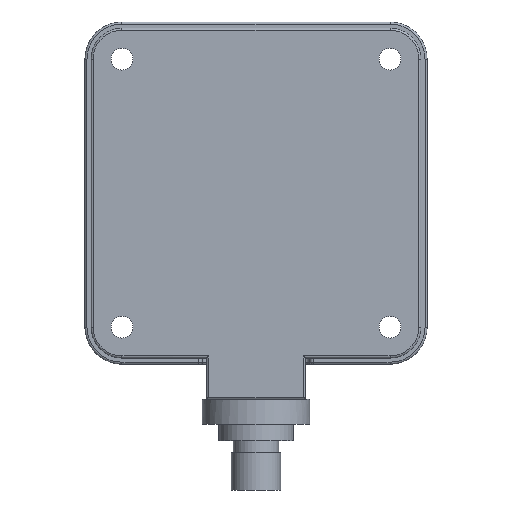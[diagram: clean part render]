
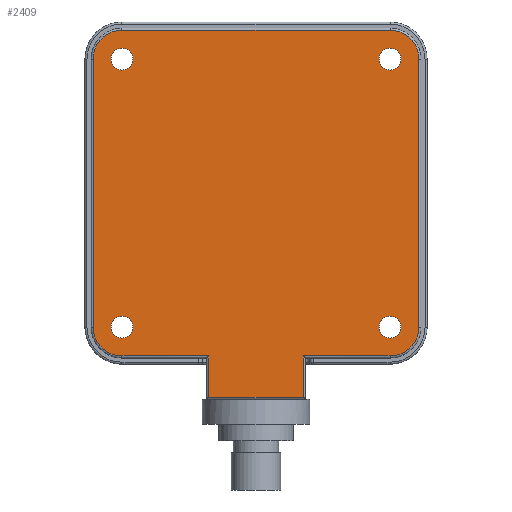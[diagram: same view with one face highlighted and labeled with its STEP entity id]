
A CAD part, front view. The second image highlights one B-rep face of the part: STEP entity #2409.
In plain terms, the highlighted planar face has unit normal (0, -1, 0).
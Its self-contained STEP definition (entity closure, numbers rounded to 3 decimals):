
#348=CARTESIAN_POINT('',(32.5,-26.,32.5));
#349=DIRECTION('',(0.,1.,0.));
#350=DIRECTION('',(1.,0.,0.));
#351=AXIS2_PLACEMENT_3D('',#348,#349,#350);
#356=CARTESIAN_POINT('',(32.5,-26.,32.5));
#357=DIRECTION('',(0.,1.,0.));
#358=DIRECTION('',(-1.,0.,0.));
#359=AXIS2_PLACEMENT_3D('',#356,#357,#358);
#364=CARTESIAN_POINT('',(32.5,-26.,-32.5));
#365=DIRECTION('',(0.,1.,0.));
#366=DIRECTION('',(0.,0.,-1.));
#367=AXIS2_PLACEMENT_3D('',#364,#365,#366);
#372=CARTESIAN_POINT('',(32.5,-26.,-32.5));
#373=DIRECTION('',(0.,1.,0.));
#374=DIRECTION('',(0.,0.,1.));
#375=AXIS2_PLACEMENT_3D('',#372,#373,#374);
#380=CARTESIAN_POINT('',(-32.5,-26.,-32.5));
#381=DIRECTION('',(0.,1.,0.));
#382=DIRECTION('',(-1.,0.,0.));
#383=AXIS2_PLACEMENT_3D('',#380,#381,#382);
#388=CARTESIAN_POINT('',(-32.5,-26.,-32.5));
#389=DIRECTION('',(0.,1.,0.));
#390=DIRECTION('',(1.,0.,0.));
#391=AXIS2_PLACEMENT_3D('',#388,#389,#390);
#396=CARTESIAN_POINT('',(-32.5,-26.,32.5));
#397=DIRECTION('',(0.,1.,0.));
#398=DIRECTION('',(0.,0.,1.));
#399=AXIS2_PLACEMENT_3D('',#396,#397,#398);
#404=CARTESIAN_POINT('',(-32.5,-26.,32.5));
#405=DIRECTION('',(0.,1.,0.));
#406=DIRECTION('',(0.,0.,-1.));
#407=AXIS2_PLACEMENT_3D('',#404,#405,#406);
#412=CARTESIAN_POINT('',(32.5,-26.,32.5));
#413=DIRECTION('',(0.,-1.,0.));
#414=DIRECTION('',(1.,0.,0.));
#415=AXIS2_PLACEMENT_3D('',#412,#413,#414);
#420=DIRECTION('',(0.,0.,1.));
#421=VECTOR('',#420,65.);
#422=CARTESIAN_POINT('',(39.5,-26.,-32.5));
#423=LINE('',#422,#421);
#427=CARTESIAN_POINT('',(32.5,-26.,-32.5));
#428=DIRECTION('',(0.,-1.,0.));
#429=DIRECTION('',(0.,0.,-1.));
#430=AXIS2_PLACEMENT_3D('',#427,#428,#429);
#435=DIRECTION('',(1.,0.,0.));
#436=VECTOR('',#435,21.);
#437=CARTESIAN_POINT('',(11.5,-26.,-39.5));
#438=LINE('',#437,#436);
#442=DIRECTION('',(0.,0.,1.));
#443=VECTOR('',#442,10.);
#444=CARTESIAN_POINT('',(11.5,-26.,-49.5));
#445=LINE('',#444,#443);
#449=DIRECTION('',(-1.,0.,0.));
#450=VECTOR('',#449,23.);
#451=CARTESIAN_POINT('',(11.5,-26.,-49.5));
#452=LINE('',#451,#450);
#456=DIRECTION('',(0.,0.,1.));
#457=VECTOR('',#456,10.);
#458=CARTESIAN_POINT('',(-11.5,-26.,-49.5));
#459=LINE('',#458,#457);
#463=DIRECTION('',(1.,0.,0.));
#464=VECTOR('',#463,21.);
#465=CARTESIAN_POINT('',(-32.5,-26.,-39.5));
#466=LINE('',#465,#464);
#470=CARTESIAN_POINT('',(-32.5,-26.,-32.5));
#471=DIRECTION('',(0.,-1.,0.));
#472=DIRECTION('',(-1.,0.,0.));
#473=AXIS2_PLACEMENT_3D('',#470,#471,#472);
#478=DIRECTION('',(0.,0.,-1.));
#479=VECTOR('',#478,65.);
#480=CARTESIAN_POINT('',(-39.5,-26.,32.5));
#481=LINE('',#480,#479);
#485=CARTESIAN_POINT('',(-32.5,-26.,32.5));
#486=DIRECTION('',(0.,-1.,0.));
#487=DIRECTION('',(0.,0.,1.));
#488=AXIS2_PLACEMENT_3D('',#485,#486,#487);
#493=DIRECTION('',(-1.,0.,0.));
#494=VECTOR('',#493,65.);
#495=CARTESIAN_POINT('',(32.5,-26.,39.5));
#496=LINE('',#495,#494);
#1368=CARTESIAN_POINT('',(-11.5,-26.,-39.5));
#1839=CARTESIAN_POINT('',(35.15,-26.,32.5));
#1840=CARTESIAN_POINT('',(29.85,-26.,32.5));
#1841=VERTEX_POINT('',#1839);
#1842=VERTEX_POINT('',#1840);
#1855=CARTESIAN_POINT('',(32.5,-26.,-35.15));
#1856=CARTESIAN_POINT('',(32.5,-26.,-29.85));
#1857=VERTEX_POINT('',#1855);
#1858=VERTEX_POINT('',#1856);
#1871=CARTESIAN_POINT('',(-35.15,-26.,-32.5));
#1872=CARTESIAN_POINT('',(-29.85,-26.,-32.5));
#1873=VERTEX_POINT('',#1871);
#1874=VERTEX_POINT('',#1872);
#1887=CARTESIAN_POINT('',(-32.5,-26.,35.15));
#1888=CARTESIAN_POINT('',(-32.5,-26.,29.85));
#1889=VERTEX_POINT('',#1887);
#1890=VERTEX_POINT('',#1888);
#1943=CARTESIAN_POINT('',(39.5,-26.,32.5));
#1944=CARTESIAN_POINT('',(32.5,-26.,39.5));
#1945=VERTEX_POINT('',#1943);
#1946=VERTEX_POINT('',#1944);
#1951=CARTESIAN_POINT('',(-32.5,-26.,39.5));
#1952=VERTEX_POINT('',#1951);
#1955=CARTESIAN_POINT('',(-39.5,-26.,32.5));
#1956=VERTEX_POINT('',#1955);
#1959=CARTESIAN_POINT('',(-39.5,-26.,-32.5));
#1960=VERTEX_POINT('',#1959);
#1963=CARTESIAN_POINT('',(-32.5,-26.,-39.5));
#1964=VERTEX_POINT('',#1963);
#1967=CARTESIAN_POINT('',(11.5,-26.,-39.5));
#1968=CARTESIAN_POINT('',(32.5,-26.,-39.5));
#1969=VERTEX_POINT('',#1967);
#1970=VERTEX_POINT('',#1968);
#1975=CARTESIAN_POINT('',(39.5,-26.,-32.5));
#1976=VERTEX_POINT('',#1975);
#1988=VERTEX_POINT('',#1368);
#2003=CARTESIAN_POINT('',(11.5,-26.,-49.5));
#2004=VERTEX_POINT('',#2003);
#2005=CARTESIAN_POINT('',(-11.5,-26.,-49.5));
#2006=VERTEX_POINT('',#2005);
#2355=CARTESIAN_POINT('',(0.,-26.,0.));
#2356=DIRECTION('',(0.,-1.,0.));
#2357=DIRECTION('',(-1.,0.,0.));
#2358=AXIS2_PLACEMENT_3D('',#2355,#2356,#2357);
#2359=PLANE('',#2358);
#2361=ORIENTED_EDGE('',*,*,#2360,.F.);
#2363=ORIENTED_EDGE('',*,*,#2362,.F.);
#2365=ORIENTED_EDGE('',*,*,#2364,.F.);
#2366=ORIENTED_EDGE('',*,*,#2345,.F.);
#2368=ORIENTED_EDGE('',*,*,#2367,.F.);
#2370=ORIENTED_EDGE('',*,*,#2369,.T.);
#2372=ORIENTED_EDGE('',*,*,#2371,.T.);
#2374=ORIENTED_EDGE('',*,*,#2373,.F.);
#2376=ORIENTED_EDGE('',*,*,#2375,.F.);
#2378=ORIENTED_EDGE('',*,*,#2377,.F.);
#2380=ORIENTED_EDGE('',*,*,#2379,.F.);
#2382=ORIENTED_EDGE('',*,*,#2381,.F.);
#2383=EDGE_LOOP('',(#2361,#2363,#2365,#2366,#2368,#2370,#2372,#2374,#2376,#2378,
#2380,#2382));
#2384=FACE_OUTER_BOUND('',#2383,.F.);
#2386=ORIENTED_EDGE('',*,*,#2385,.F.);
#2388=ORIENTED_EDGE('',*,*,#2387,.F.);
#2389=EDGE_LOOP('',(#2386,#2388));
#2390=FACE_BOUND('',#2389,.F.);
#2392=ORIENTED_EDGE('',*,*,#2391,.F.);
#2394=ORIENTED_EDGE('',*,*,#2393,.F.);
#2395=EDGE_LOOP('',(#2392,#2394));
#2396=FACE_BOUND('',#2395,.F.);
#2398=ORIENTED_EDGE('',*,*,#2397,.F.);
#2400=ORIENTED_EDGE('',*,*,#2399,.F.);
#2401=EDGE_LOOP('',(#2398,#2400));
#2402=FACE_BOUND('',#2401,.F.);
#2404=ORIENTED_EDGE('',*,*,#2403,.F.);
#2406=ORIENTED_EDGE('',*,*,#2405,.F.);
#2407=EDGE_LOOP('',(#2404,#2406));
#2408=FACE_BOUND('',#2407,.F.);
#2409=ADVANCED_FACE('',(#2384,#2390,#2396,#2402,#2408),#2359,.T.);
#352=CIRCLE('',#351,2.65);
#360=CIRCLE('',#359,2.65);
#368=CIRCLE('',#367,2.65);
#376=CIRCLE('',#375,2.65);
#384=CIRCLE('',#383,2.65);
#392=CIRCLE('',#391,2.65);
#400=CIRCLE('',#399,2.65);
#408=CIRCLE('',#407,2.65);
#416=CIRCLE('',#415,7.);
#431=CIRCLE('',#430,7.);
#474=CIRCLE('',#473,7.);
#489=CIRCLE('',#488,7.);
#2345=EDGE_CURVE('',#1969,#1970,#438,.T.);
#2360=EDGE_CURVE('',#1945,#1946,#416,.T.);
#2362=EDGE_CURVE('',#1976,#1945,#423,.T.);
#2364=EDGE_CURVE('',#1970,#1976,#431,.T.);
#2367=EDGE_CURVE('',#2004,#1969,#445,.T.);
#2369=EDGE_CURVE('',#2004,#2006,#452,.T.);
#2371=EDGE_CURVE('',#2006,#1988,#459,.T.);
#2373=EDGE_CURVE('',#1964,#1988,#466,.T.);
#2375=EDGE_CURVE('',#1960,#1964,#474,.T.);
#2377=EDGE_CURVE('',#1956,#1960,#481,.T.);
#2379=EDGE_CURVE('',#1952,#1956,#489,.T.);
#2381=EDGE_CURVE('',#1946,#1952,#496,.T.);
#2385=EDGE_CURVE('',#1841,#1842,#352,.T.);
#2387=EDGE_CURVE('',#1842,#1841,#360,.T.);
#2391=EDGE_CURVE('',#1857,#1858,#368,.T.);
#2393=EDGE_CURVE('',#1858,#1857,#376,.T.);
#2397=EDGE_CURVE('',#1873,#1874,#384,.T.);
#2399=EDGE_CURVE('',#1874,#1873,#392,.T.);
#2403=EDGE_CURVE('',#1889,#1890,#400,.T.);
#2405=EDGE_CURVE('',#1890,#1889,#408,.T.);
